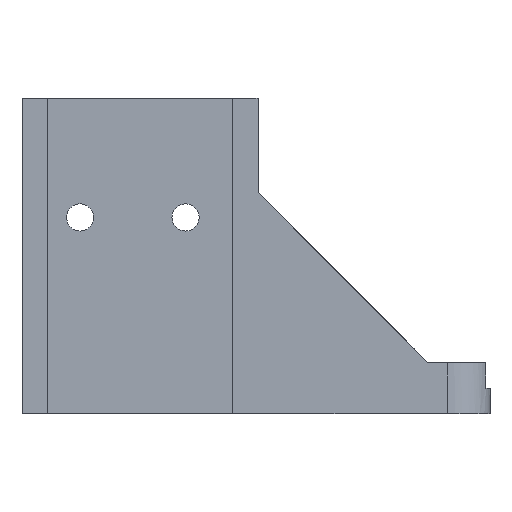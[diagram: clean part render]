
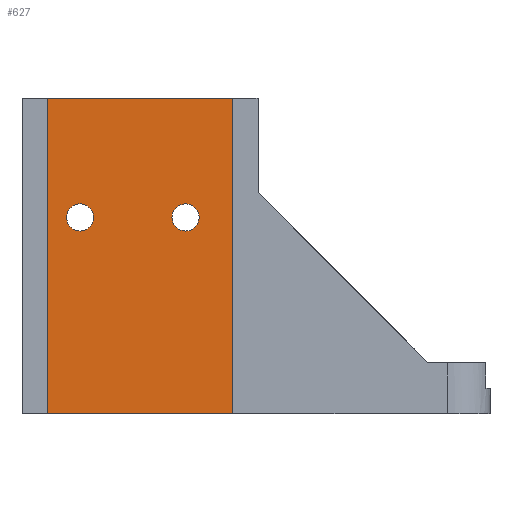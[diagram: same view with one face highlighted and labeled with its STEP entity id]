
A CAD part, left-side view. The second image highlights one B-rep face of the part: STEP entity #627.
In plain terms, the highlighted planar face has unit normal (-1, 0, 0).
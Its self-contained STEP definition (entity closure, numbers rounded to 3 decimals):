
#1 = ORIENTED_EDGE ( 'NONE', *, *, #241, .F. ) ;
#41 = VERTEX_POINT ( 'NONE', #237 ) ;
#53 = LINE ( 'NONE', #180, #494 ) ;
#56 = ORIENTED_EDGE ( 'NONE', *, *, #1306, .F. ) ;
#69 = CIRCLE ( 'NONE', #406, 1.6 ) ;
#74 = CARTESIAN_POINT ( 'NONE',  ( 67.898, 198.283, 24.698 ) ) ;
#96 = ORIENTED_EDGE ( 'NONE', *, *, #485, .F. ) ;
#103 = VERTEX_POINT ( 'NONE', #74 ) ;
#116 = CIRCLE ( 'NONE', #340, 1.6 ) ;
#131 = CARTESIAN_POINT ( 'NONE',  ( 67.898, 210.683, 23.098 ) ) ;
#151 = DIRECTION ( 'NONE',  ( 0., 0., 1. ) ) ;
#180 = CARTESIAN_POINT ( 'NONE',  ( 67.898, 192.749, 0. ) ) ;
#218 = DIRECTION ( 'NONE',  ( -1., 0., 0. ) ) ;
#222 = EDGE_CURVE ( 'NONE', #1004, #693, #53, .T. ) ;
#224 = DIRECTION ( 'NONE',  ( 0., 0., 1. ) ) ;
#237 = CARTESIAN_POINT ( 'NONE',  ( 67.898, 214.526, 37.127 ) ) ;
#241 = EDGE_CURVE ( 'NONE', #889, #41, #699, .T. ) ;
#270 = CARTESIAN_POINT ( 'NONE',  ( 67.898, 214.526, 0. ) ) ;
#277 = VERTEX_POINT ( 'NONE', #937 ) ;
#306 = CARTESIAN_POINT ( 'NONE',  ( 67.898, 210.683, 21.498 ) ) ;
#315 = CARTESIAN_POINT ( 'NONE',  ( 67.898, 198.283, 23.098 ) ) ;
#320 = VERTEX_POINT ( 'NONE', #306 ) ;
#325 = CARTESIAN_POINT ( 'NONE',  ( 67.898, 210.683, 24.698 ) ) ;
#332 = DIRECTION ( 'NONE',  ( 0., 0., 1. ) ) ;
#340 = AXIS2_PLACEMENT_3D ( 'NONE', #315, #840, #1166 ) ;
#349 = ORIENTED_EDGE ( 'NONE', *, *, #721, .F. ) ;
#355 = EDGE_CURVE ( 'NONE', #1004, #889, #667, .T. ) ;
#368 = EDGE_LOOP ( 'NONE', ( #56, #666 ) ) ;
#375 = DIRECTION ( 'NONE',  ( 0., 1., 0. ) ) ;
#406 = AXIS2_PLACEMENT_3D ( 'NONE', #433, #1281, #332 ) ;
#426 = AXIS2_PLACEMENT_3D ( 'NONE', #1355, #835, #1147 ) ;
#433 = CARTESIAN_POINT ( 'NONE',  ( 67.898, 198.283, 23.098 ) ) ;
#452 = ORIENTED_EDGE ( 'NONE', *, *, #222, .T. ) ;
#458 = CARTESIAN_POINT ( 'NONE',  ( 67.898, 192.749, 0. ) ) ;
#485 = EDGE_CURVE ( 'NONE', #103, #277, #69, .T. ) ;
#491 = VECTOR ( 'NONE', #151, 1000. ) ;
#494 = VECTOR ( 'NONE', #1120, 1000. ) ;
#498 = CIRCLE ( 'NONE', #1361, 1.6 ) ;
#573 = LINE ( 'NONE', #775, #847 ) ;
#627 = ADVANCED_FACE ( 'NONE', ( #677, #1103, #688 ), #1117, .F. ) ;
#645 = VECTOR ( 'NONE', #660, 1000. ) ;
#660 = DIRECTION ( 'NONE',  ( 0., 1., 0. ) ) ;
#666 = ORIENTED_EDGE ( 'NONE', *, *, #1273, .F. ) ;
#667 = LINE ( 'NONE', #852, #645 ) ;
#677 = FACE_BOUND ( 'NONE', #798, .T. ) ;
#688 = FACE_OUTER_BOUND ( 'NONE', #725, .T. ) ;
#693 = VERTEX_POINT ( 'NONE', #820 ) ;
#699 = LINE ( 'NONE', #270, #491 ) ;
#721 = EDGE_CURVE ( 'NONE', #277, #103, #116, .T. ) ;
#725 = EDGE_LOOP ( 'NONE', ( #943, #1, #1271, #452 ) ) ;
#747 = CARTESIAN_POINT ( 'NONE',  ( 67.898, 210.683, 23.098 ) ) ;
#775 = CARTESIAN_POINT ( 'NONE',  ( 67.898, 214.526, 37.127 ) ) ;
#797 = CARTESIAN_POINT ( 'NONE',  ( 67.898, 214.526, 0. ) ) ;
#798 = EDGE_LOOP ( 'NONE', ( #96, #349 ) ) ;
#820 = CARTESIAN_POINT ( 'NONE',  ( 67.898, 192.749, 37.127 ) ) ;
#835 = DIRECTION ( 'NONE',  ( 1., 0., 0. ) ) ;
#840 = DIRECTION ( 'NONE',  ( -1., 0., 0. ) ) ;
#847 = VECTOR ( 'NONE', #375, 1000. ) ;
#852 = CARTESIAN_POINT ( 'NONE',  ( 67.898, 214.526, 0. ) ) ;
#862 = DIRECTION ( 'NONE',  ( 0., 0., 1. ) ) ;
#874 = AXIS2_PLACEMENT_3D ( 'NONE', #747, #1176, #224 ) ;
#882 = VERTEX_POINT ( 'NONE', #325 ) ;
#889 = VERTEX_POINT ( 'NONE', #797 ) ;
#909 = EDGE_CURVE ( 'NONE', #693, #41, #573, .T. ) ;
#937 = CARTESIAN_POINT ( 'NONE',  ( 67.898, 198.283, 21.498 ) ) ;
#943 = ORIENTED_EDGE ( 'NONE', *, *, #909, .T. ) ;
#1004 = VERTEX_POINT ( 'NONE', #458 ) ;
#1075 = CIRCLE ( 'NONE', #874, 1.6 ) ;
#1103 = FACE_BOUND ( 'NONE', #368, .T. ) ;
#1117 = PLANE ( 'NONE',  #426 ) ;
#1120 = DIRECTION ( 'NONE',  ( 0., 0., 1. ) ) ;
#1147 = DIRECTION ( 'NONE',  ( 0., 0., -1. ) ) ;
#1166 = DIRECTION ( 'NONE',  ( 0., 0., 1. ) ) ;
#1176 = DIRECTION ( 'NONE',  ( -1., 0., 0. ) ) ;
#1271 = ORIENTED_EDGE ( 'NONE', *, *, #355, .F. ) ;
#1273 = EDGE_CURVE ( 'NONE', #320, #882, #498, .T. ) ;
#1281 = DIRECTION ( 'NONE',  ( -1., 0., 0. ) ) ;
#1306 = EDGE_CURVE ( 'NONE', #882, #320, #1075, .T. ) ;
#1355 = CARTESIAN_POINT ( 'NONE',  ( 67.898, 214.526, 0. ) ) ;
#1361 = AXIS2_PLACEMENT_3D ( 'NONE', #131, #218, #862 ) ;
